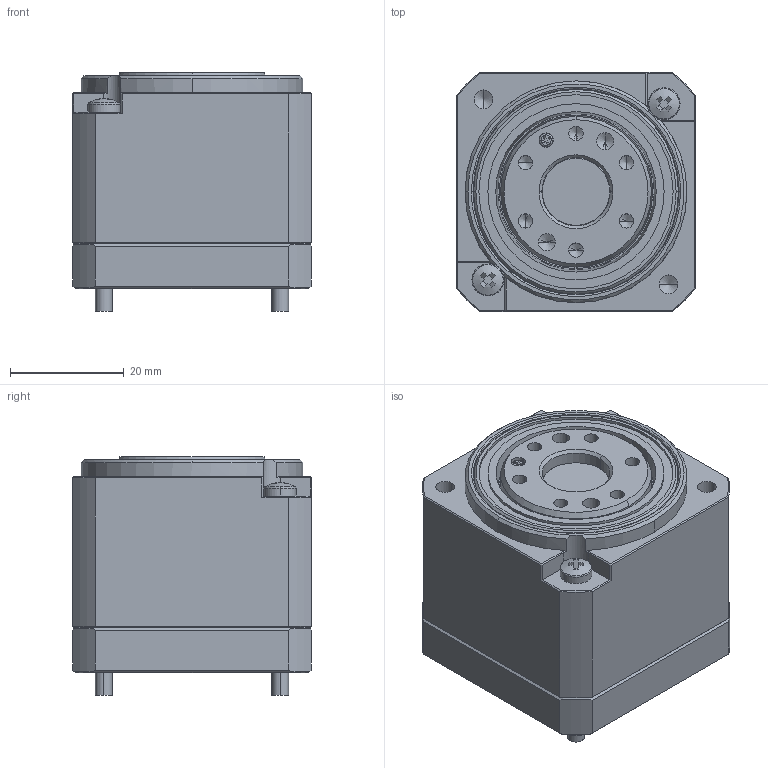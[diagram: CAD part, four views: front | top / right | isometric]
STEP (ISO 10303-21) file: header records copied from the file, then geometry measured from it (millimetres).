
FILE_DESCRIPTION (( 'STEP AP214' ), '1' );
FILE_NAME ('outside_CSF-11-xxx-1U-CC-F-SP.STEP', '2019-12-24T00:25:33', ( '' ), ( '' ), 'SwSTEP 2.0', 'SolidWorks 2018', '' );
FILE_SCHEMA (( 'AUTOMOTIVE_DESIGN' ));
Length unit declared in the file: millimetre
Products named in the file (3): outside_CSF-11-xxx-1U-CC-F-SP_output; outside_CSF-11-xxx-1U-CC-F-SP_fixed; outside_CSF-11-xxx-1U-CC-F-SP
Assembly tree (2 placements, depth 2):
  outside_CSF-11-xxx-1U-CC-F-SP
    outside_CSF-11-xxx-1U-CC-F-SP_fixed
    outside_CSF-11-xxx-1U-CC-F-SP_output
Bounding box: 42 x 42 x 41.9 mm (x, y, z)
Volume: 51548 mm3; surface area: 21776.5 mm2
Topology: 2 solids, 2 shells, 628 faces, 1601 edges, 1020 vertices
Faces by surface type: plane 211, cylinder 170, cone 148, torus 58, bspline 22, sphere 19
Entity records: 19794 total; most frequent: CARTESIAN_POINT 5036, DIRECTION 3146, ORIENTED_EDGE 3048, EDGE_CURVE 1524, AXIS2_PLACEMENT_3D 1346, VERTEX_POINT 982, CIRCLE 735, EDGE_LOOP 712
